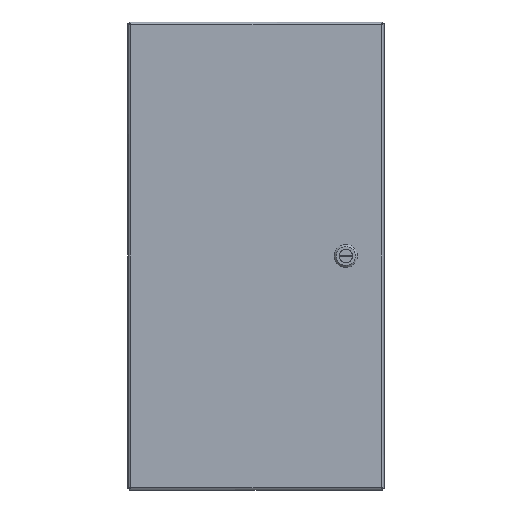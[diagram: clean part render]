
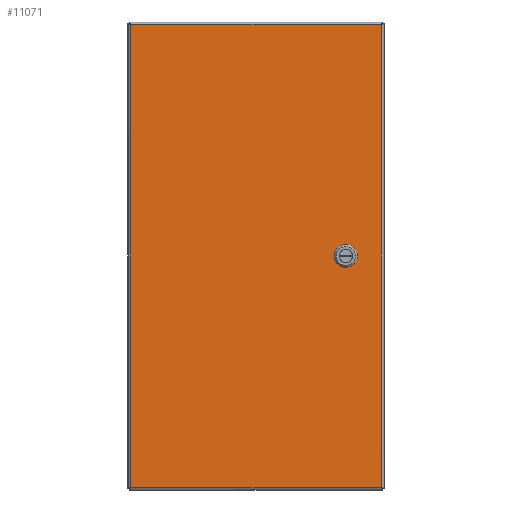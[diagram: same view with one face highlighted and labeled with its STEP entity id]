
A CAD part, front view. The second image highlights one B-rep face of the part: STEP entity #11071.
In plain terms, the highlighted planar face has unit normal (0, -1, 0).
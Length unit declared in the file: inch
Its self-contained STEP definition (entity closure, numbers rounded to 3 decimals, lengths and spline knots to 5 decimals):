
#80 = CARTESIAN_POINT ( 'NONE',  ( 3.8635, -1.796, -10.864 ) ) ;
#187 = EDGE_CURVE ( 'NONE', #4298, #3375, #1649, .T. ) ;
#471 = CARTESIAN_POINT ( 'NONE',  ( 3.8635, -1.796, -11.326 ) ) ;
#541 = VERTEX_POINT ( 'NONE', #5099 ) ;
#622 = DIRECTION ( 'NONE',  ( -1., 0., 0. ) ) ;
#679 = CARTESIAN_POINT ( 'NONE',  ( 3.8635, -1.796, -11.326 ) ) ;
#715 = LINE ( 'NONE', #10375, #20908 ) ;
#913 = CARTESIAN_POINT ( 'NONE',  ( 4.6545, -1.796, -11.326 ) ) ;
#1117 = VECTOR ( 'NONE', #10707, 39.37008 ) ;
#1305 = DIRECTION ( 'NONE',  ( 0., 0., -1. ) ) ;
#1386 = CARTESIAN_POINT ( 'NONE',  ( -5.946, -1.796, -22.0665 ) ) ;
#1538 = CARTESIAN_POINT ( 'NONE',  ( 4.028, -1.796, -11.4905 ) ) ;
#1562 = ORIENTED_EDGE ( 'NONE', *, *, #19105, .T. ) ;
#1649 = LINE ( 'NONE', #1538, #12013 ) ;
#1903 = LINE ( 'NONE', #18514, #12602 ) ;
#1919 = ORIENTED_EDGE ( 'NONE', *, *, #14341, .T. ) ;
#1933 = CARTESIAN_POINT ( 'NONE',  ( 4.49, -1.796, -10.6995 ) ) ;
#2389 = VECTOR ( 'NONE', #5915, 39.37008 ) ;
#2645 = VECTOR ( 'NONE', #8938, 39.37008 ) ;
#2679 = VERTEX_POINT ( 'NONE', #14804 ) ;
#2842 = DIRECTION ( 'NONE',  ( 1., 0., 0. ) ) ;
#2912 = ORIENTED_EDGE ( 'NONE', *, *, #13977, .T. ) ;
#2927 = CARTESIAN_POINT ( 'NONE',  ( -5.946, -1.796, -22.0665 ) ) ;
#2968 = CARTESIAN_POINT ( 'NONE',  ( 5.947, -1.796, -22.0665 ) ) ;
#3014 = DIRECTION ( 'NONE',  ( 0., -1., 0. ) ) ;
#3210 = CARTESIAN_POINT ( 'NONE',  ( 4.49, -1.796, -11.4905 ) ) ;
#3375 = VERTEX_POINT ( 'NONE', #8404 ) ;
#3576 = VERTEX_POINT ( 'NONE', #471 ) ;
#4001 = FACE_OUTER_BOUND ( 'NONE', #13892, .T. ) ;
#4298 = VERTEX_POINT ( 'NONE', #3210 ) ;
#4487 = CARTESIAN_POINT ( 'NONE',  ( 4.6545, -1.796, -11.326 ) ) ;
#4558 = LINE ( 'NONE', #2927, #11664 ) ;
#5099 = CARTESIAN_POINT ( 'NONE',  ( 4.028, -1.796, -10.6995 ) ) ;
#5175 = EDGE_CURVE ( 'NONE', #6180, #541, #715, .T. ) ;
#5604 = EDGE_CURVE ( 'NONE', #2679, #6836, #4558, .T. ) ;
#5613 = LINE ( 'NONE', #15706, #8099 ) ;
#5915 = DIRECTION ( 'NONE',  ( -0.707, 0., -0.707 ) ) ;
#6180 = VERTEX_POINT ( 'NONE', #80 ) ;
#6373 = VECTOR ( 'NONE', #17612, 39.37008 ) ;
#6571 = EDGE_CURVE ( 'NONE', #3375, #3576, #20334, .T. ) ;
#6724 = VERTEX_POINT ( 'NONE', #16732 ) ;
#6740 = ORIENTED_EDGE ( 'NONE', *, *, #18634, .T. ) ;
#6818 = CARTESIAN_POINT ( 'NONE',  ( 5.947, -1.796, -0.1235 ) ) ;
#6836 = VERTEX_POINT ( 'NONE', #20414 ) ;
#7244 = LINE ( 'NONE', #913, #2389 ) ;
#7285 = VERTEX_POINT ( 'NONE', #1933 ) ;
#7700 = VECTOR ( 'NONE', #13574, 39.37008 ) ;
#7752 = CARTESIAN_POINT ( 'NONE',  ( 4.49, -1.796, -10.6995 ) ) ;
#8085 = ORIENTED_EDGE ( 'NONE', *, *, #6571, .T. ) ;
#8099 = VECTOR ( 'NONE', #622, 39.37008 ) ;
#8404 = CARTESIAN_POINT ( 'NONE',  ( 4.028, -1.796, -11.4905 ) ) ;
#8462 = VECTOR ( 'NONE', #18401, 39.37008 ) ;
#8938 = DIRECTION ( 'NONE',  ( -0.707, 0., 0.707 ) ) ;
#8995 = FACE_BOUND ( 'NONE', #20353, .T. ) ;
#9264 = ORIENTED_EDGE ( 'NONE', *, *, #5604, .T. ) ;
#9758 = ORIENTED_EDGE ( 'NONE', *, *, #9772, .T. ) ;
#9772 = EDGE_CURVE ( 'NONE', #7285, #6724, #1903, .T. ) ;
#9896 = EDGE_CURVE ( 'NONE', #6724, #19725, #15785, .T. ) ;
#10262 = DIRECTION ( 'NONE',  ( 0.707, 0., -0.707 ) ) ;
#10375 = CARTESIAN_POINT ( 'NONE',  ( 4.028, -1.796, -10.6995 ) ) ;
#10628 = LINE ( 'NONE', #18891, #7700 ) ;
#10707 = DIRECTION ( 'NONE',  ( 1., 0., 0. ) ) ;
#11071 = ADVANCED_FACE ( 'NONE', ( #4001, #8995 ), #20616, .T. ) ;
#11664 = VECTOR ( 'NONE', #1305, 39.37008 ) ;
#11776 = AXIS2_PLACEMENT_3D ( 'NONE', #1386, #3014, #17876 ) ;
#12013 = VECTOR ( 'NONE', #14786, 39.37008 ) ;
#12420 = EDGE_CURVE ( 'NONE', #19725, #4298, #7244, .T. ) ;
#12602 = VECTOR ( 'NONE', #10262, 39.37008 ) ;
#12734 = ORIENTED_EDGE ( 'NONE', *, *, #187, .T. ) ;
#13316 = LINE ( 'NONE', #20247, #8462 ) ;
#13574 = DIRECTION ( 'NONE',  ( 0., 0., 1. ) ) ;
#13892 = EDGE_LOOP ( 'NONE', ( #6740, #2912, #9264, #1562 ) ) ;
#13977 = EDGE_CURVE ( 'NONE', #20297, #2679, #5613, .T. ) ;
#14341 = EDGE_CURVE ( 'NONE', #3576, #6180, #13316, .T. ) ;
#14786 = DIRECTION ( 'NONE',  ( -1., 0., 0. ) ) ;
#14804 = CARTESIAN_POINT ( 'NONE',  ( -5.946, -1.796, -0.1235 ) ) ;
#15706 = CARTESIAN_POINT ( 'NONE',  ( -5.946, -1.796, -0.1235 ) ) ;
#15785 = LINE ( 'NONE', #4487, #6373 ) ;
#16496 = EDGE_CURVE ( 'NONE', #541, #7285, #19450, .T. ) ;
#16732 = CARTESIAN_POINT ( 'NONE',  ( 4.6545, -1.796, -10.864 ) ) ;
#16896 = DIRECTION ( 'NONE',  ( 0.707, 0., 0.707 ) ) ;
#17612 = DIRECTION ( 'NONE',  ( 0., 0., -1. ) ) ;
#17778 = ORIENTED_EDGE ( 'NONE', *, *, #9896, .T. ) ;
#17876 = DIRECTION ( 'NONE',  ( 0., 0., -1. ) ) ;
#18347 = VERTEX_POINT ( 'NONE', #2968 ) ;
#18401 = DIRECTION ( 'NONE',  ( 0., 0., 1. ) ) ;
#18514 = CARTESIAN_POINT ( 'NONE',  ( 4.49, -1.796, -10.6995 ) ) ;
#18634 = EDGE_CURVE ( 'NONE', #18347, #20297, #10628, .T. ) ;
#18891 = CARTESIAN_POINT ( 'NONE',  ( 5.947, -1.796, -22.0665 ) ) ;
#19050 = ORIENTED_EDGE ( 'NONE', *, *, #5175, .T. ) ;
#19105 = EDGE_CURVE ( 'NONE', #6836, #18347, #20807, .T. ) ;
#19309 = VECTOR ( 'NONE', #2842, 39.37008 ) ;
#19450 = LINE ( 'NONE', #7752, #19309 ) ;
#19725 = VERTEX_POINT ( 'NONE', #19746 ) ;
#19746 = CARTESIAN_POINT ( 'NONE',  ( 4.6545, -1.796, -11.326 ) ) ;
#20013 = ORIENTED_EDGE ( 'NONE', *, *, #12420, .T. ) ;
#20247 = CARTESIAN_POINT ( 'NONE',  ( 3.8635, -1.796, -10.864 ) ) ;
#20297 = VERTEX_POINT ( 'NONE', #6818 ) ;
#20334 = LINE ( 'NONE', #679, #2645 ) ;
#20353 = EDGE_LOOP ( 'NONE', ( #1919, #19050, #21280, #9758, #17778, #20013, #12734, #8085 ) ) ;
#20414 = CARTESIAN_POINT ( 'NONE',  ( -5.946, -1.796, -22.0665 ) ) ;
#20616 = PLANE ( 'NONE',  #11776 ) ;
#20807 = LINE ( 'NONE', #20925, #1117 ) ;
#20908 = VECTOR ( 'NONE', #16896, 39.37008 ) ;
#20925 = CARTESIAN_POINT ( 'NONE',  ( -5.946, -1.796, -22.0665 ) ) ;
#21280 = ORIENTED_EDGE ( 'NONE', *, *, #16496, .T. ) ;
